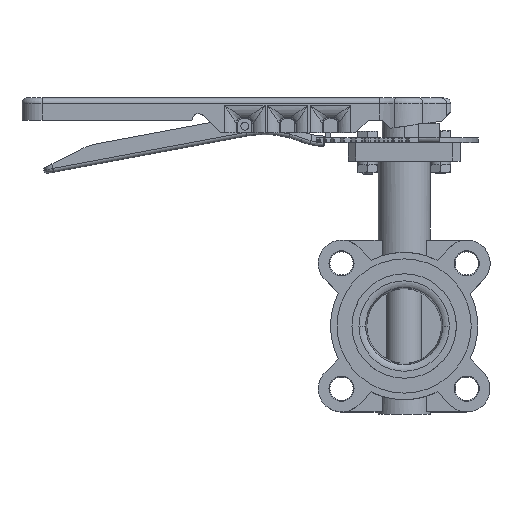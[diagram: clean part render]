
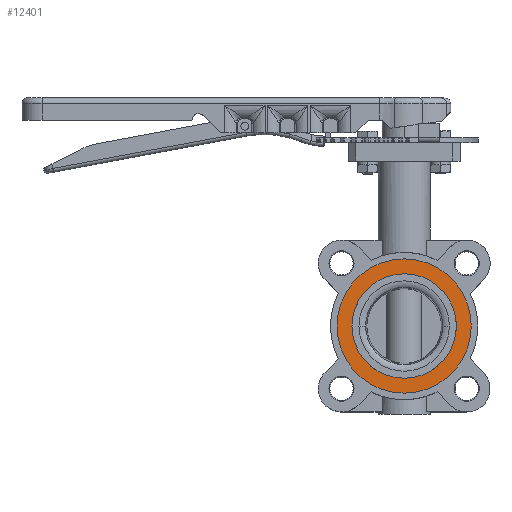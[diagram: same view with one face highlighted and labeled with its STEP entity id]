
A CAD part, top view. The second image highlights one B-rep face of the part: STEP entity #12401.
In plain terms, the highlighted planar face has unit normal (0, 0, 1).
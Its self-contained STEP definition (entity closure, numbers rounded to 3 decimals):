
#420 = CARTESIAN_POINT ( 'NONE',  ( 45.72, 0., 20.32 ) ) ;
#466 = DIRECTION ( 'NONE',  ( 0., 0., 1. ) ) ;
#629 = CARTESIAN_POINT ( 'NONE',  ( 0., 0., 20.32 ) ) ;
#1716 = CARTESIAN_POINT ( 'NONE',  ( 0., 0., 20.32 ) ) ;
#2167 = EDGE_CURVE ( 'NONE', #12482, #9059, #9703, .T. ) ;
#2982 = ORIENTED_EDGE ( 'NONE', *, *, #2167, .F. ) ;
#4261 = CARTESIAN_POINT ( 'NONE',  ( -35.585, 0., 20.32 ) ) ;
#4757 = AXIS2_PLACEMENT_3D ( 'NONE', #1716, #21908, #10921 ) ;
#5336 = CARTESIAN_POINT ( 'NONE',  ( 0., -35.56, 20.32 ) ) ;
#5559 = EDGE_LOOP ( 'NONE', ( #13819, #7492 ) ) ;
#5575 = DIRECTION ( 'NONE',  ( 0., 0., 1. ) ) ;
#5682 = DIRECTION ( 'NONE',  ( 0., 0., -1. ) ) ;
#5742 = CARTESIAN_POINT ( 'NONE',  ( 0., 0., 20.32 ) ) ;
#5743 = AXIS2_PLACEMENT_3D ( 'NONE', #629, #11166, #13210 ) ;
#7295 = EDGE_CURVE ( 'NONE', #11293, #14360, #7904, .T. ) ;
#7403 = AXIS2_PLACEMENT_3D ( 'NONE', #5742, #466, #9311 ) ;
#7492 = ORIENTED_EDGE ( 'NONE', *, *, #7295, .F. ) ;
#7567 = CARTESIAN_POINT ( 'NONE',  ( 0., 0., 20.32 ) ) ;
#7617 = EDGE_LOOP ( 'NONE', ( #21258, #2982 ) ) ;
#7904 = CIRCLE ( 'NONE', #11699, 45.72 ) ;
#8930 = CIRCLE ( 'NONE', #4757, 35.585 ) ;
#9059 = VERTEX_POINT ( 'NONE', #14589 ) ;
#9311 = DIRECTION ( 'NONE',  ( 1., 0., 0. ) ) ;
#9703 = CIRCLE ( 'NONE', #7403, 35.585 ) ;
#10641 = EDGE_CURVE ( 'NONE', #9059, #12482, #8930, .T. ) ;
#10921 = DIRECTION ( 'NONE',  ( 1., 0., 0. ) ) ;
#11166 = DIRECTION ( 'NONE',  ( 0., 0., -1. ) ) ;
#11193 = PLANE ( 'NONE',  #23631 ) ;
#11293 = VERTEX_POINT ( 'NONE', #420 ) ;
#11699 = AXIS2_PLACEMENT_3D ( 'NONE', #7567, #5682, #12750 ) ;
#12377 = CARTESIAN_POINT ( 'NONE',  ( -45.72, 0., 20.32 ) ) ;
#12401 = ADVANCED_FACE ( 'NONE', ( #14700, #22062 ), #11193, .T. ) ;
#12482 = VERTEX_POINT ( 'NONE', #4261 ) ;
#12750 = DIRECTION ( 'NONE',  ( -1., 0., 0. ) ) ;
#12883 = DIRECTION ( 'NONE',  ( 1., 0., 0. ) ) ;
#13210 = DIRECTION ( 'NONE',  ( -1., 0., 0. ) ) ;
#13819 = ORIENTED_EDGE ( 'NONE', *, *, #14466, .F. ) ;
#14360 = VERTEX_POINT ( 'NONE', #12377 ) ;
#14466 = EDGE_CURVE ( 'NONE', #14360, #11293, #23819, .T. ) ;
#14589 = CARTESIAN_POINT ( 'NONE',  ( 35.585, 0., 20.32 ) ) ;
#14700 = FACE_BOUND ( 'NONE', #7617, .T. ) ;
#21258 = ORIENTED_EDGE ( 'NONE', *, *, #10641, .F. ) ;
#21908 = DIRECTION ( 'NONE',  ( 0., 0., 1. ) ) ;
#22062 = FACE_OUTER_BOUND ( 'NONE', #5559, .T. ) ;
#23631 = AXIS2_PLACEMENT_3D ( 'NONE', #5336, #5575, #12883 ) ;
#23819 = CIRCLE ( 'NONE', #5743, 45.72 ) ;
